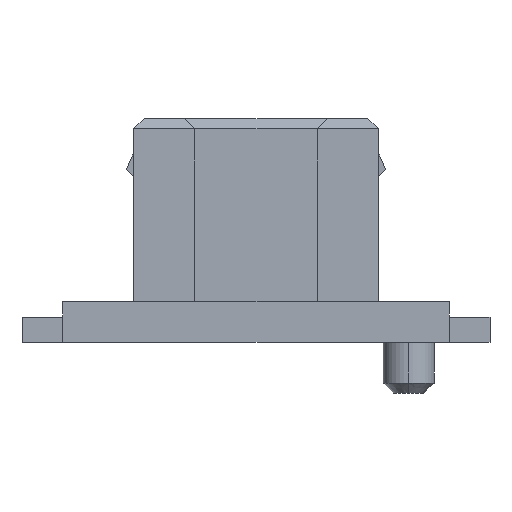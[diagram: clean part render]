
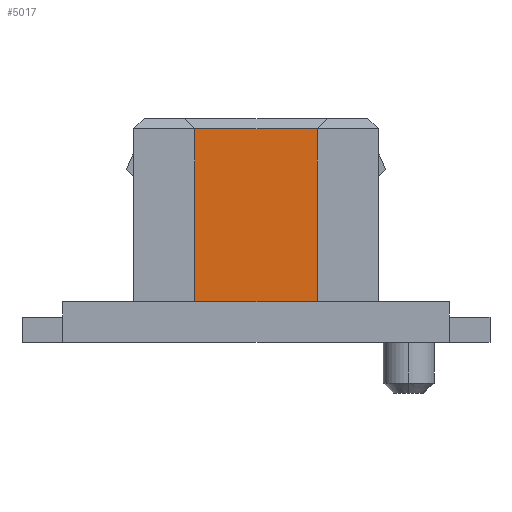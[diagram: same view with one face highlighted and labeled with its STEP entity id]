
A CAD part, left-side view. The second image highlights one B-rep face of the part: STEP entity #5017.
In plain terms, the highlighted planar face has unit normal (-1, 0, 0).
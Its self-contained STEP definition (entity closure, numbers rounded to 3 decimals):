
#10 = ORIENTED_EDGE ( 'NONE', *, *, #25208, .T. ) ;
#597 = CARTESIAN_POINT ( 'NONE',  ( -2.55, 0.6, 2.2 ) ) ;
#1180 = CARTESIAN_POINT ( 'NONE',  ( -2.55, -0.6, 0.4 ) ) ;
#1662 = LINE ( 'NONE', #3318, #21711 ) ;
#2600 = LINE ( 'NONE', #22658, #12296 ) ;
#2727 = VERTEX_POINT ( 'NONE', #18450 ) ;
#3250 = FACE_OUTER_BOUND ( 'NONE', #8621, .T. ) ;
#3318 = CARTESIAN_POINT ( 'NONE',  ( -2.55, 0.6, 2.1 ) ) ;
#3475 = VECTOR ( 'NONE', #14160, 1000. ) ;
#3779 = DIRECTION ( 'NONE',  ( 1., 0., 0. ) ) ;
#4320 = VERTEX_POINT ( 'NONE', #8999 ) ;
#4859 = ORIENTED_EDGE ( 'NONE', *, *, #5949, .T. ) ;
#5017 = ADVANCED_FACE ( 'NONE', ( #3250 ), #7591, .F. ) ;
#5949 = EDGE_CURVE ( 'NONE', #21334, #2727, #1662, .T. ) ;
#6270 = ORIENTED_EDGE ( 'NONE', *, *, #16853, .F. ) ;
#6785 = LINE ( 'NONE', #14993, #11932 ) ;
#7591 = PLANE ( 'NONE',  #11028 ) ;
#8621 = EDGE_LOOP ( 'NONE', ( #6270, #4859, #10, #17901 ) ) ;
#8999 = CARTESIAN_POINT ( 'NONE',  ( -2.55, 0.6, 0.4 ) ) ;
#11028 = AXIS2_PLACEMENT_3D ( 'NONE', #15403, #3779, #17391 ) ;
#11747 = CARTESIAN_POINT ( 'NONE',  ( -2.55, -0.6, 2.1 ) ) ;
#11932 = VECTOR ( 'NONE', #18937, 1000. ) ;
#12296 = VECTOR ( 'NONE', #24630, 1000. ) ;
#13740 = EDGE_CURVE ( 'NONE', #24254, #4320, #6785, .T. ) ;
#14160 = DIRECTION ( 'NONE',  ( 0., 0., -1. ) ) ;
#14993 = CARTESIAN_POINT ( 'NONE',  ( -2.55, -1.9, 0.4 ) ) ;
#15403 = CARTESIAN_POINT ( 'NONE',  ( -2.55, 0.6, 2.2 ) ) ;
#16853 = EDGE_CURVE ( 'NONE', #21334, #24254, #2600, .T. ) ;
#17391 = DIRECTION ( 'NONE',  ( 0., 0., -1. ) ) ;
#17901 = ORIENTED_EDGE ( 'NONE', *, *, #13740, .F. ) ;
#18376 = LINE ( 'NONE', #597, #3475 ) ;
#18450 = CARTESIAN_POINT ( 'NONE',  ( -2.55, 0.6, 2.1 ) ) ;
#18937 = DIRECTION ( 'NONE',  ( 0., 1., 0. ) ) ;
#21334 = VERTEX_POINT ( 'NONE', #11747 ) ;
#21711 = VECTOR ( 'NONE', #22811, 1000. ) ;
#22658 = CARTESIAN_POINT ( 'NONE',  ( -2.55, -0.6, 2.2 ) ) ;
#22811 = DIRECTION ( 'NONE',  ( 0., 1., 0. ) ) ;
#24254 = VERTEX_POINT ( 'NONE', #1180 ) ;
#24630 = DIRECTION ( 'NONE',  ( 0., 0., -1. ) ) ;
#25208 = EDGE_CURVE ( 'NONE', #2727, #4320, #18376, .T. ) ;
